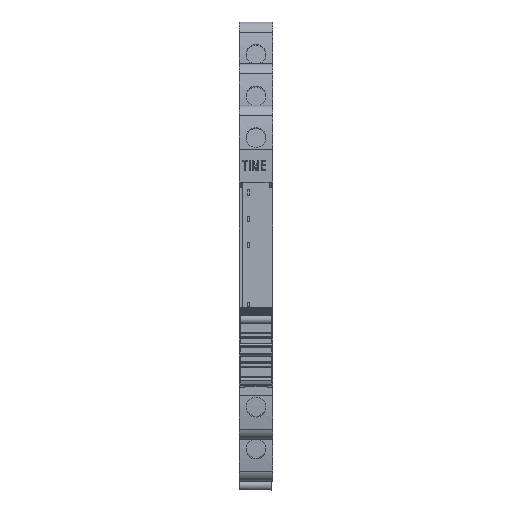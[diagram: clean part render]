
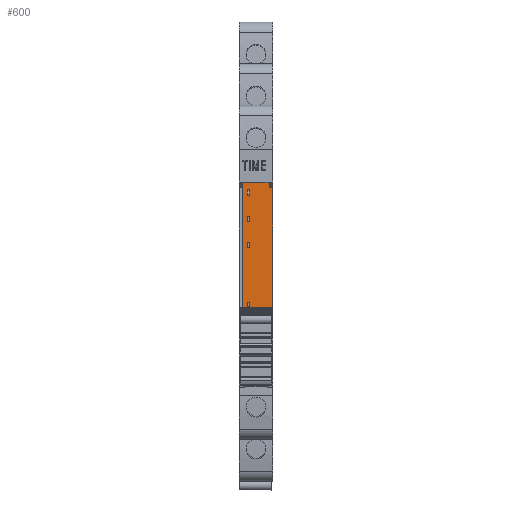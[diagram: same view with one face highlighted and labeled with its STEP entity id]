
A CAD part, top view. The second image highlights one B-rep face of the part: STEP entity #600.
In plain terms, the highlighted planar face has unit normal (0, 0, 1).
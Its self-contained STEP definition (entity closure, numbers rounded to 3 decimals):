
#378=AXIS2_PLACEMENT_3D('Plane Axis2P3D',#375,#376,#377) ;
#131=CARTESIAN_POINT('Vertex',(0.6,30.755,66.4)) ;
#134=CARTESIAN_POINT('Line Origine',(0.6,44.757,66.4)) ;
#138=CARTESIAN_POINT('Vertex',(0.6,58.76,66.4)) ;
#355=CARTESIAN_POINT('Line Origine',(3.2,30.755,66.4)) ;
#359=CARTESIAN_POINT('Vertex',(5.8,30.755,66.4)) ;
#375=CARTESIAN_POINT('Axis2P3D Location',(5.6,55.26,66.4)) ;
#380=CARTESIAN_POINT('Line Origine',(6.1,31.76,66.4)) ;
#384=CARTESIAN_POINT('Vertex',(5.8,31.76,66.4)) ;
#386=CARTESIAN_POINT('Vertex',(6.4,31.76,66.4)) ;
#389=CARTESIAN_POINT('Line Origine',(6.4,44.76,66.4)) ;
#393=CARTESIAN_POINT('Vertex',(6.4,57.76,66.4)) ;
#396=CARTESIAN_POINT('Line Origine',(6.1,57.76,66.4)) ;
#400=CARTESIAN_POINT('Vertex',(5.8,57.76,66.4)) ;
#403=CARTESIAN_POINT('Line Origine',(5.8,58.26,66.4)) ;
#407=CARTESIAN_POINT('Vertex',(5.8,58.76,66.4)) ;
#410=CARTESIAN_POINT('Line Origine',(3.2,58.76,66.4)) ;
#415=CARTESIAN_POINT('Line Origine',(5.8,31.257,66.4)) ;
#430=CARTESIAN_POINT('Line Origine',(1.8,47.28,66.4)) ;
#434=CARTESIAN_POINT('Vertex',(2.05,47.28,66.4)) ;
#436=CARTESIAN_POINT('Vertex',(1.55,47.28,66.4)) ;
#439=CARTESIAN_POINT('Line Origine',(2.05,46.78,66.4)) ;
#443=CARTESIAN_POINT('Vertex',(2.05,46.28,66.4)) ;
#446=CARTESIAN_POINT('Line Origine',(1.8,46.28,66.4)) ;
#450=CARTESIAN_POINT('Vertex',(1.55,46.28,66.4)) ;
#453=CARTESIAN_POINT('Line Origine',(1.55,46.78,66.4)) ;
#464=CARTESIAN_POINT('Line Origine',(2.05,51.82,66.4)) ;
#468=CARTESIAN_POINT('Vertex',(2.05,51.32,66.4)) ;
#470=CARTESIAN_POINT('Vertex',(2.05,52.32,66.4)) ;
#473=CARTESIAN_POINT('Line Origine',(1.8,51.32,66.4)) ;
#477=CARTESIAN_POINT('Vertex',(1.55,51.32,66.4)) ;
#480=CARTESIAN_POINT('Line Origine',(1.55,51.82,66.4)) ;
#484=CARTESIAN_POINT('Vertex',(1.55,52.32,66.4)) ;
#487=CARTESIAN_POINT('Line Origine',(1.8,52.32,66.4)) ;
#498=CARTESIAN_POINT('Line Origine',(2.05,31.66,66.4)) ;
#502=CARTESIAN_POINT('Vertex',(2.05,31.31,66.4)) ;
#504=CARTESIAN_POINT('Vertex',(2.05,32.01,66.4)) ;
#507=CARTESIAN_POINT('Line Origine',(1.8,31.31,66.4)) ;
#511=CARTESIAN_POINT('Vertex',(1.55,31.31,66.4)) ;
#514=CARTESIAN_POINT('Line Origine',(1.55,31.66,66.4)) ;
#518=CARTESIAN_POINT('Vertex',(1.55,32.01,66.4)) ;
#521=CARTESIAN_POINT('Line Origine',(1.8,32.01,66.4)) ;
#532=CARTESIAN_POINT('Line Origine',(1.8,56.36,66.4)) ;
#536=CARTESIAN_POINT('Vertex',(2.05,56.36,66.4)) ;
#538=CARTESIAN_POINT('Vertex',(1.55,56.36,66.4)) ;
#541=CARTESIAN_POINT('Line Origine',(1.55,56.86,66.4)) ;
#545=CARTESIAN_POINT('Vertex',(1.55,57.36,66.4)) ;
#548=CARTESIAN_POINT('Line Origine',(1.8,57.36,66.4)) ;
#552=CARTESIAN_POINT('Vertex',(2.05,57.36,66.4)) ;
#555=CARTESIAN_POINT('Line Origine',(2.05,56.86,66.4)) ;
#566=CARTESIAN_POINT('Line Origine',(2.05,35.44,66.4)) ;
#570=CARTESIAN_POINT('Vertex',(2.05,35.09,66.4)) ;
#572=CARTESIAN_POINT('Vertex',(2.05,35.79,66.4)) ;
#575=CARTESIAN_POINT('Line Origine',(1.8,35.09,66.4)) ;
#579=CARTESIAN_POINT('Vertex',(1.55,35.09,66.4)) ;
#582=CARTESIAN_POINT('Line Origine',(1.55,35.44,66.4)) ;
#586=CARTESIAN_POINT('Vertex',(1.55,35.79,66.4)) ;
#589=CARTESIAN_POINT('Line Origine',(1.8,35.79,66.4)) ;
#135=DIRECTION('Vector Direction',(0.,1.,0.)) ;
#356=DIRECTION('Vector Direction',(-1.,0.,0.)) ;
#376=DIRECTION('Axis2P3D Direction',(0.,0.,-1.)) ;
#377=DIRECTION('Axis2P3D XDirection',(0.,-1.,0.)) ;
#381=DIRECTION('Vector Direction',(1.,0.,0.)) ;
#390=DIRECTION('Vector Direction',(0.,1.,0.)) ;
#397=DIRECTION('Vector Direction',(1.,0.,0.)) ;
#404=DIRECTION('Vector Direction',(0.,1.,0.)) ;
#411=DIRECTION('Vector Direction',(1.,0.,0.)) ;
#416=DIRECTION('Vector Direction',(0.,1.,0.)) ;
#431=DIRECTION('Vector Direction',(-1.,0.,0.)) ;
#440=DIRECTION('Vector Direction',(0.,1.,0.)) ;
#447=DIRECTION('Vector Direction',(-1.,0.,0.)) ;
#454=DIRECTION('Vector Direction',(0.,1.,0.)) ;
#465=DIRECTION('Vector Direction',(0.,1.,0.)) ;
#474=DIRECTION('Vector Direction',(-1.,0.,0.)) ;
#481=DIRECTION('Vector Direction',(0.,1.,0.)) ;
#488=DIRECTION('Vector Direction',(-1.,0.,0.)) ;
#499=DIRECTION('Vector Direction',(0.,1.,0.)) ;
#508=DIRECTION('Vector Direction',(-1.,0.,0.)) ;
#515=DIRECTION('Vector Direction',(0.,1.,0.)) ;
#522=DIRECTION('Vector Direction',(-1.,0.,0.)) ;
#533=DIRECTION('Vector Direction',(-1.,0.,0.)) ;
#542=DIRECTION('Vector Direction',(0.,1.,0.)) ;
#549=DIRECTION('Vector Direction',(-1.,0.,0.)) ;
#556=DIRECTION('Vector Direction',(0.,1.,0.)) ;
#567=DIRECTION('Vector Direction',(0.,1.,0.)) ;
#576=DIRECTION('Vector Direction',(-1.,0.,0.)) ;
#583=DIRECTION('Vector Direction',(0.,1.,0.)) ;
#590=DIRECTION('Vector Direction',(-1.,0.,0.)) ;
#136=VECTOR('Line Direction',#135,1.) ;
#357=VECTOR('Line Direction',#356,1.) ;
#382=VECTOR('Line Direction',#381,1.) ;
#391=VECTOR('Line Direction',#390,1.) ;
#398=VECTOR('Line Direction',#397,1.) ;
#405=VECTOR('Line Direction',#404,1.) ;
#412=VECTOR('Line Direction',#411,1.) ;
#417=VECTOR('Line Direction',#416,1.) ;
#432=VECTOR('Line Direction',#431,1.) ;
#441=VECTOR('Line Direction',#440,1.) ;
#448=VECTOR('Line Direction',#447,1.) ;
#455=VECTOR('Line Direction',#454,1.) ;
#466=VECTOR('Line Direction',#465,1.) ;
#475=VECTOR('Line Direction',#474,1.) ;
#482=VECTOR('Line Direction',#481,1.) ;
#489=VECTOR('Line Direction',#488,1.) ;
#500=VECTOR('Line Direction',#499,1.) ;
#509=VECTOR('Line Direction',#508,1.) ;
#516=VECTOR('Line Direction',#515,1.) ;
#523=VECTOR('Line Direction',#522,1.) ;
#534=VECTOR('Line Direction',#533,1.) ;
#543=VECTOR('Line Direction',#542,1.) ;
#550=VECTOR('Line Direction',#549,1.) ;
#557=VECTOR('Line Direction',#556,1.) ;
#568=VECTOR('Line Direction',#567,1.) ;
#577=VECTOR('Line Direction',#576,1.) ;
#584=VECTOR('Line Direction',#583,1.) ;
#591=VECTOR('Line Direction',#590,1.) ;
#421=ORIENTED_EDGE('',*,*,#388,.T.) ;
#422=ORIENTED_EDGE('',*,*,#395,.T.) ;
#423=ORIENTED_EDGE('',*,*,#402,.F.) ;
#424=ORIENTED_EDGE('',*,*,#409,.T.) ;
#425=ORIENTED_EDGE('',*,*,#414,.F.) ;
#426=ORIENTED_EDGE('',*,*,#140,.F.) ;
#427=ORIENTED_EDGE('',*,*,#361,.T.) ;
#428=ORIENTED_EDGE('',*,*,#419,.T.) ;
#459=ORIENTED_EDGE('',*,*,#438,.F.) ;
#460=ORIENTED_EDGE('',*,*,#445,.F.) ;
#461=ORIENTED_EDGE('',*,*,#452,.T.) ;
#462=ORIENTED_EDGE('',*,*,#457,.T.) ;
#493=ORIENTED_EDGE('',*,*,#472,.F.) ;
#494=ORIENTED_EDGE('',*,*,#479,.T.) ;
#495=ORIENTED_EDGE('',*,*,#486,.T.) ;
#496=ORIENTED_EDGE('',*,*,#491,.F.) ;
#527=ORIENTED_EDGE('',*,*,#506,.F.) ;
#528=ORIENTED_EDGE('',*,*,#513,.T.) ;
#529=ORIENTED_EDGE('',*,*,#520,.T.) ;
#530=ORIENTED_EDGE('',*,*,#525,.F.) ;
#561=ORIENTED_EDGE('',*,*,#540,.T.) ;
#562=ORIENTED_EDGE('',*,*,#547,.T.) ;
#563=ORIENTED_EDGE('',*,*,#554,.F.) ;
#564=ORIENTED_EDGE('',*,*,#559,.F.) ;
#595=ORIENTED_EDGE('',*,*,#574,.F.) ;
#596=ORIENTED_EDGE('',*,*,#581,.T.) ;
#597=ORIENTED_EDGE('',*,*,#588,.T.) ;
#598=ORIENTED_EDGE('',*,*,#593,.F.) ;
#463=FACE_BOUND('',#458,.T.) ;
#497=FACE_BOUND('',#492,.T.) ;
#531=FACE_BOUND('',#526,.T.) ;
#565=FACE_BOUND('',#560,.T.) ;
#599=FACE_BOUND('',#594,.T.) ;
#600=ADVANCED_FACE('SOCKEL',(#429,#463,#497,#531,#565,#599),#379,.F.) ;
#140=EDGE_CURVE('',#132,#139,#137,.T.) ;
#361=EDGE_CURVE('',#132,#360,#358,.F.) ;
#388=EDGE_CURVE('',#385,#387,#383,.T.) ;
#395=EDGE_CURVE('',#387,#394,#392,.T.) ;
#402=EDGE_CURVE('',#401,#394,#399,.T.) ;
#409=EDGE_CURVE('',#401,#408,#406,.T.) ;
#414=EDGE_CURVE('',#139,#408,#413,.T.) ;
#419=EDGE_CURVE('',#360,#385,#418,.T.) ;
#438=EDGE_CURVE('',#435,#437,#433,.T.) ;
#445=EDGE_CURVE('',#444,#435,#442,.T.) ;
#452=EDGE_CURVE('',#444,#451,#449,.T.) ;
#457=EDGE_CURVE('',#451,#437,#456,.T.) ;
#472=EDGE_CURVE('',#469,#471,#467,.T.) ;
#479=EDGE_CURVE('',#469,#478,#476,.T.) ;
#486=EDGE_CURVE('',#478,#485,#483,.T.) ;
#491=EDGE_CURVE('',#471,#485,#490,.T.) ;
#506=EDGE_CURVE('',#503,#505,#501,.T.) ;
#513=EDGE_CURVE('',#503,#512,#510,.T.) ;
#520=EDGE_CURVE('',#512,#519,#517,.T.) ;
#525=EDGE_CURVE('',#505,#519,#524,.T.) ;
#540=EDGE_CURVE('',#537,#539,#535,.T.) ;
#547=EDGE_CURVE('',#539,#546,#544,.T.) ;
#554=EDGE_CURVE('',#553,#546,#551,.T.) ;
#559=EDGE_CURVE('',#537,#553,#558,.T.) ;
#574=EDGE_CURVE('',#571,#573,#569,.T.) ;
#581=EDGE_CURVE('',#571,#580,#578,.T.) ;
#588=EDGE_CURVE('',#580,#587,#585,.T.) ;
#593=EDGE_CURVE('',#573,#587,#592,.T.) ;
#420=EDGE_LOOP('',(#421,#422,#423,#424,#425,#426,#427,#428)) ;
#458=EDGE_LOOP('',(#459,#460,#461,#462)) ;
#492=EDGE_LOOP('',(#493,#494,#495,#496)) ;
#526=EDGE_LOOP('',(#527,#528,#529,#530)) ;
#560=EDGE_LOOP('',(#561,#562,#563,#564)) ;
#594=EDGE_LOOP('',(#595,#596,#597,#598)) ;
#429=FACE_OUTER_BOUND('',#420,.T.) ;
#137=LINE('Line',#134,#136) ;
#358=LINE('Line',#355,#357) ;
#383=LINE('Line',#380,#382) ;
#392=LINE('Line',#389,#391) ;
#399=LINE('Line',#396,#398) ;
#406=LINE('Line',#403,#405) ;
#413=LINE('Line',#410,#412) ;
#418=LINE('Line',#415,#417) ;
#433=LINE('Line',#430,#432) ;
#442=LINE('Line',#439,#441) ;
#449=LINE('Line',#446,#448) ;
#456=LINE('Line',#453,#455) ;
#467=LINE('Line',#464,#466) ;
#476=LINE('Line',#473,#475) ;
#483=LINE('Line',#480,#482) ;
#490=LINE('Line',#487,#489) ;
#501=LINE('Line',#498,#500) ;
#510=LINE('Line',#507,#509) ;
#517=LINE('Line',#514,#516) ;
#524=LINE('Line',#521,#523) ;
#535=LINE('Line',#532,#534) ;
#544=LINE('Line',#541,#543) ;
#551=LINE('Line',#548,#550) ;
#558=LINE('Line',#555,#557) ;
#569=LINE('Line',#566,#568) ;
#578=LINE('Line',#575,#577) ;
#585=LINE('Line',#582,#584) ;
#592=LINE('Line',#589,#591) ;
#379=PLANE('',#378) ;
#132=VERTEX_POINT('',#131) ;
#139=VERTEX_POINT('',#138) ;
#360=VERTEX_POINT('',#359) ;
#385=VERTEX_POINT('',#384) ;
#387=VERTEX_POINT('',#386) ;
#394=VERTEX_POINT('',#393) ;
#401=VERTEX_POINT('',#400) ;
#408=VERTEX_POINT('',#407) ;
#435=VERTEX_POINT('',#434) ;
#437=VERTEX_POINT('',#436) ;
#444=VERTEX_POINT('',#443) ;
#451=VERTEX_POINT('',#450) ;
#469=VERTEX_POINT('',#468) ;
#471=VERTEX_POINT('',#470) ;
#478=VERTEX_POINT('',#477) ;
#485=VERTEX_POINT('',#484) ;
#503=VERTEX_POINT('',#502) ;
#505=VERTEX_POINT('',#504) ;
#512=VERTEX_POINT('',#511) ;
#519=VERTEX_POINT('',#518) ;
#537=VERTEX_POINT('',#536) ;
#539=VERTEX_POINT('',#538) ;
#546=VERTEX_POINT('',#545) ;
#553=VERTEX_POINT('',#552) ;
#571=VERTEX_POINT('',#570) ;
#573=VERTEX_POINT('',#572) ;
#580=VERTEX_POINT('',#579) ;
#587=VERTEX_POINT('',#586) ;
